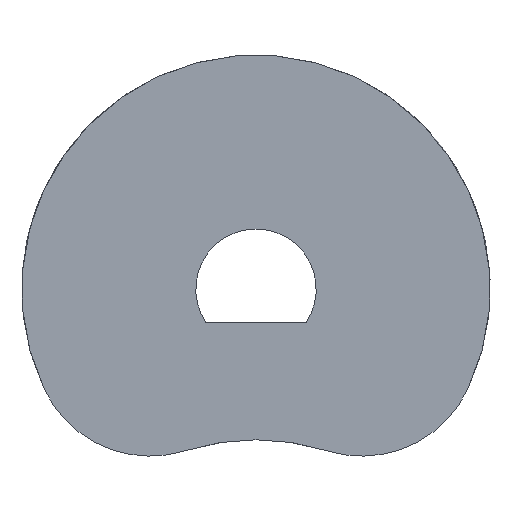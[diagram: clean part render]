
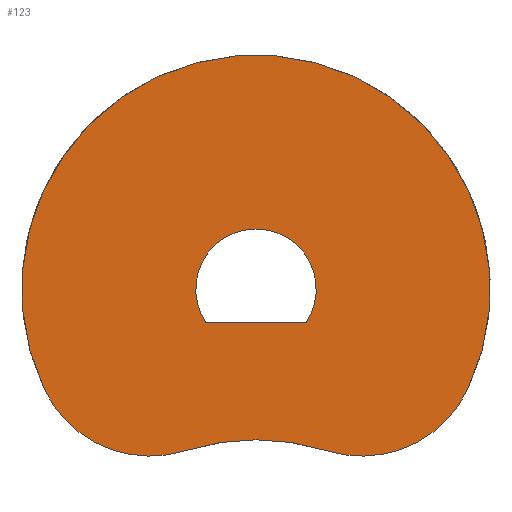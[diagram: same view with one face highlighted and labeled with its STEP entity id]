
A CAD part, front view. The second image highlights one B-rep face of the part: STEP entity #123.
In plain terms, the highlighted planar face has unit normal (0, -1, 0).
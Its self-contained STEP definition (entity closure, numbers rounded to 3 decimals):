
#5 = DIRECTION ( 'NONE',  ( 0., 0., 1. ) ) ;
#10 = DIRECTION ( 'NONE',  ( 0., 0., 1. ) ) ;
#11 = VERTEX_POINT ( 'NONE', #168 ) ;
#55 = CARTESIAN_POINT ( 'NONE',  ( -10.003, 33., -1. ) ) ;
#57 = EDGE_CURVE ( 'NONE', #413, #393, #251, .T. ) ;
#61 = FACE_BOUND ( 'NONE', #257, .T. ) ;
#62 = ORIENTED_EDGE ( 'NONE', *, *, #472, .T. ) ;
#66 = EDGE_CURVE ( 'NONE', #393, #413, #282, .T. ) ;
#75 = DIRECTION ( 'NONE',  ( 0., 0., 1. ) ) ;
#102 = CARTESIAN_POINT ( 'NONE',  ( -11.5, 33., 0. ) ) ;
#108 = DIRECTION ( 'NONE',  ( 0., 1., 0. ) ) ;
#110 = CARTESIAN_POINT ( 'NONE',  ( -14.667, 33., -1.489 ) ) ;
#123 = ADVANCED_FACE ( 'NONE', ( #253, #61 ), #409, .F. ) ;
#139 = VECTOR ( 'NONE', #441, 1000. ) ;
#143 = CARTESIAN_POINT ( 'NONE',  ( -5.165, 33., -2.978 ) ) ;
#144 = EDGE_CURVE ( 'NONE', #11, #236, #163, .T. ) ;
#149 = CARTESIAN_POINT ( 'NONE',  ( -17.835, 33., -2.978 ) ) ;
#156 = ORIENTED_EDGE ( 'NONE', *, *, #57, .T. ) ;
#163 = CIRCLE ( 'NONE', #468, 3.5 ) ;
#168 = CARTESIAN_POINT ( 'NONE',  ( -9.388, 33., -4.826 ) ) ;
#171 = VERTEX_POINT ( 'NONE', #149 ) ;
#177 = CIRCLE ( 'NONE', #297, 3.5 ) ;
#184 = EDGE_CURVE ( 'NONE', #11, #230, #379, .T. ) ;
#186 = CARTESIAN_POINT ( 'NONE',  ( -13.612, 33., -4.826 ) ) ;
#206 = EDGE_CURVE ( 'NONE', #171, #236, #274, .T. ) ;
#214 = DIRECTION ( 'NONE',  ( 0., 0., 1. ) ) ;
#215 = CARTESIAN_POINT ( 'NONE',  ( -11.5, 33., -5.75 ) ) ;
#220 = CARTESIAN_POINT ( 'NONE',  ( -12.997, 33., -1. ) ) ;
#230 = VERTEX_POINT ( 'NONE', #186 ) ;
#232 = AXIS2_PLACEMENT_3D ( 'NONE', #415, #263, #75 ) ;
#236 = VERTEX_POINT ( 'NONE', #143 ) ;
#251 = CIRCLE ( 'NONE', #286, 1.8 ) ;
#253 = FACE_OUTER_BOUND ( 'NONE', #288, .T. ) ;
#257 = EDGE_LOOP ( 'NONE', ( #156, #292 ) ) ;
#263 = DIRECTION ( 'NONE',  ( 0., -1., 0. ) ) ;
#265 = ORIENTED_EDGE ( 'NONE', *, *, #144, .T. ) ;
#270 = DIRECTION ( 'NONE',  ( 0., -1., 0. ) ) ;
#274 = CIRCLE ( 'NONE', #359, 7. ) ;
#282 = LINE ( 'NONE', #55, #139 ) ;
#286 = AXIS2_PLACEMENT_3D ( 'NONE', #401, #403, #10 ) ;
#288 = EDGE_LOOP ( 'NONE', ( #313, #265, #492, #62 ) ) ;
#292 = ORIENTED_EDGE ( 'NONE', *, *, #66, .T. ) ;
#297 = AXIS2_PLACEMENT_3D ( 'NONE', #110, #270, #214 ) ;
#299 = DIRECTION ( 'NONE',  ( 0., 0., 1. ) ) ;
#313 = ORIENTED_EDGE ( 'NONE', *, *, #184, .F. ) ;
#323 = CARTESIAN_POINT ( 'NONE',  ( -8.333, 33., -1.489 ) ) ;
#359 = AXIS2_PLACEMENT_3D ( 'NONE', #102, #108, #453 ) ;
#374 = DIRECTION ( 'NONE',  ( 0., 1., 0. ) ) ;
#379 = CIRCLE ( 'NONE', #232, 7. ) ;
#393 = VERTEX_POINT ( 'NONE', #421 ) ;
#401 = CARTESIAN_POINT ( 'NONE',  ( -11.5, 33., 0. ) ) ;
#403 = DIRECTION ( 'NONE',  ( 0., 1., 0. ) ) ;
#409 = PLANE ( 'NONE',  #434 ) ;
#413 = VERTEX_POINT ( 'NONE', #220 ) ;
#415 = CARTESIAN_POINT ( 'NONE',  ( -11.5, 33., -11.5 ) ) ;
#421 = CARTESIAN_POINT ( 'NONE',  ( -10.003, 33., -1. ) ) ;
#434 = AXIS2_PLACEMENT_3D ( 'NONE', #215, #374, #5 ) ;
#441 = DIRECTION ( 'NONE',  ( -1., 0., 0. ) ) ;
#453 = DIRECTION ( 'NONE',  ( 0., 0., 1. ) ) ;
#468 = AXIS2_PLACEMENT_3D ( 'NONE', #323, #474, #299 ) ;
#472 = EDGE_CURVE ( 'NONE', #171, #230, #177, .T. ) ;
#474 = DIRECTION ( 'NONE',  ( 0., -1., 0. ) ) ;
#492 = ORIENTED_EDGE ( 'NONE', *, *, #206, .F. ) ;
